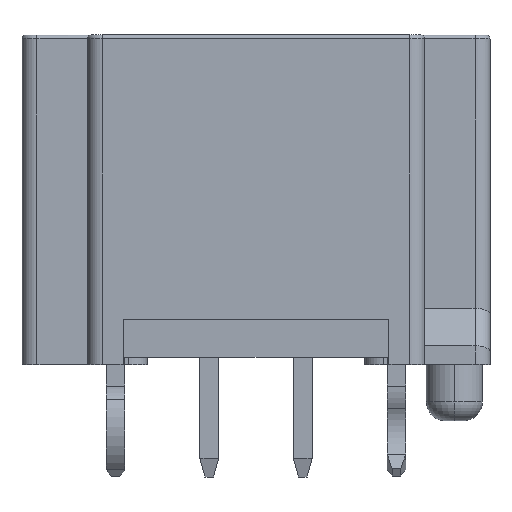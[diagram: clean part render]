
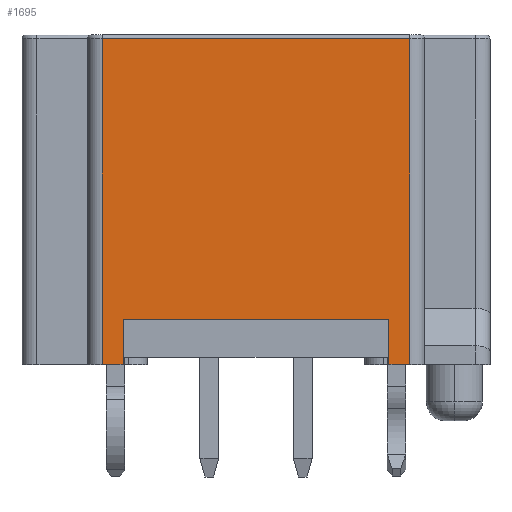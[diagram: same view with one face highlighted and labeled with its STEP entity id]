
A CAD part, top view. The second image highlights one B-rep face of the part: STEP entity #1695.
In plain terms, the highlighted planar face has unit normal (0, 0, 1).
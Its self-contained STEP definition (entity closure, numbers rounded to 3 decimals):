
#206 = DIRECTION ( 'NONE',  ( 0., 1., 0. ) ) ;
#228 = EDGE_CURVE ( 'NONE', #5741, #1935, #3207, .T. ) ;
#324 = DIRECTION ( 'NONE',  ( 1., 0., 0. ) ) ;
#377 = CARTESIAN_POINT ( 'NONE',  ( -4.1, 0., 3.69 ) ) ;
#476 = PLANE ( 'NONE',  #1404 ) ;
#510 = CARTESIAN_POINT ( 'NONE',  ( 3.55, 1.2, 3.69 ) ) ;
#519 = VERTEX_POINT ( 'NONE', #3528 ) ;
#543 = VERTEX_POINT ( 'NONE', #5002 ) ;
#622 = DIRECTION ( 'NONE',  ( -1., 0., 0. ) ) ;
#683 = CARTESIAN_POINT ( 'NONE',  ( -4.1, 8.7, 3.69 ) ) ;
#974 = VECTOR ( 'NONE', #324, 1000. ) ;
#1060 = DIRECTION ( 'NONE',  ( 1., 0., 0. ) ) ;
#1069 = VECTOR ( 'NONE', #5331, 1000. ) ;
#1178 = EDGE_CURVE ( 'NONE', #5568, #2679, #4262, .T. ) ;
#1248 = DIRECTION ( 'NONE',  ( -1., 0., 0. ) ) ;
#1404 = AXIS2_PLACEMENT_3D ( 'NONE', #1571, #4384, #622 ) ;
#1571 = CARTESIAN_POINT ( 'NONE',  ( 4.5, 8.8, 3.69 ) ) ;
#1695 = ADVANCED_FACE ( 'NONE', ( #4624 ), #476, .F. ) ;
#1752 = EDGE_CURVE ( 'NONE', #1935, #519, #2784, .T. ) ;
#1830 = CARTESIAN_POINT ( 'NONE',  ( 4.5, 8.7, 3.69 ) ) ;
#1935 = VERTEX_POINT ( 'NONE', #3843 ) ;
#2042 = VECTOR ( 'NONE', #1248, 1000. ) ;
#2083 = CARTESIAN_POINT ( 'NONE',  ( -3.55, 1.2, 3.69 ) ) ;
#2118 = VECTOR ( 'NONE', #5452, 1000. ) ;
#2327 = EDGE_CURVE ( 'NONE', #5935, #4699, #5078, .T. ) ;
#2495 = CARTESIAN_POINT ( 'NONE',  ( 0., 1.2, 3.69 ) ) ;
#2646 = EDGE_CURVE ( 'NONE', #543, #4699, #5460, .T. ) ;
#2658 = ORIENTED_EDGE ( 'NONE', *, *, #2327, .T. ) ;
#2679 = VERTEX_POINT ( 'NONE', #683 ) ;
#2687 = ORIENTED_EDGE ( 'NONE', *, *, #2825, .T. ) ;
#2694 = VECTOR ( 'NONE', #1060, 1000. ) ;
#2784 = LINE ( 'NONE', #5960, #2694 ) ;
#2825 = EDGE_CURVE ( 'NONE', #519, #5568, #5726, .T. ) ;
#3152 = DIRECTION ( 'NONE',  ( 0., -1., 0. ) ) ;
#3161 = VECTOR ( 'NONE', #3152, 1000. ) ;
#3167 = CARTESIAN_POINT ( 'NONE',  ( 4.1, 8.8, 3.69 ) ) ;
#3207 = LINE ( 'NONE', #510, #1069 ) ;
#3327 = EDGE_CURVE ( 'NONE', #5741, #543, #4133, .T. ) ;
#3528 = CARTESIAN_POINT ( 'NONE',  ( 4.1, 0., 3.69 ) ) ;
#3579 = CARTESIAN_POINT ( 'NONE',  ( -4.1, 8.8, 3.69 ) ) ;
#3843 = CARTESIAN_POINT ( 'NONE',  ( 3.55, 0., 3.69 ) ) ;
#3970 = DIRECTION ( 'NONE',  ( 0., -1., 0. ) ) ;
#4127 = ORIENTED_EDGE ( 'NONE', *, *, #3327, .F. ) ;
#4133 = LINE ( 'NONE', #2495, #2118 ) ;
#4212 = ORIENTED_EDGE ( 'NONE', *, *, #1178, .T. ) ;
#4218 = LINE ( 'NONE', #3579, #6358 ) ;
#4262 = LINE ( 'NONE', #1830, #2042 ) ;
#4304 = ORIENTED_EDGE ( 'NONE', *, *, #1752, .T. ) ;
#4384 = DIRECTION ( 'NONE',  ( 0., 0., -1. ) ) ;
#4392 = ORIENTED_EDGE ( 'NONE', *, *, #228, .T. ) ;
#4411 = EDGE_LOOP ( 'NONE', ( #2687, #4212, #6422, #2658, #4876, #4127, #4392, #4304 ) ) ;
#4506 = CARTESIAN_POINT ( 'NONE',  ( -3.55, 0., 3.69 ) ) ;
#4592 = EDGE_CURVE ( 'NONE', #2679, #5935, #4218, .T. ) ;
#4624 = FACE_OUTER_BOUND ( 'NONE', #4411, .T. ) ;
#4699 = VERTEX_POINT ( 'NONE', #4506 ) ;
#4825 = CARTESIAN_POINT ( 'NONE',  ( 3.55, 1.2, 3.69 ) ) ;
#4876 = ORIENTED_EDGE ( 'NONE', *, *, #2646, .F. ) ;
#5002 = CARTESIAN_POINT ( 'NONE',  ( -3.55, 1.2, 3.69 ) ) ;
#5078 = LINE ( 'NONE', #6235, #974 ) ;
#5331 = DIRECTION ( 'NONE',  ( 0., -1., 0. ) ) ;
#5452 = DIRECTION ( 'NONE',  ( -1., 0., 0. ) ) ;
#5460 = LINE ( 'NONE', #2083, #3161 ) ;
#5568 = VERTEX_POINT ( 'NONE', #6315 ) ;
#5622 = VECTOR ( 'NONE', #206, 1000. ) ;
#5726 = LINE ( 'NONE', #3167, #5622 ) ;
#5741 = VERTEX_POINT ( 'NONE', #4825 ) ;
#5935 = VERTEX_POINT ( 'NONE', #377 ) ;
#5960 = CARTESIAN_POINT ( 'NONE',  ( 4.5, 0., 3.69 ) ) ;
#6235 = CARTESIAN_POINT ( 'NONE',  ( 4.5, 0., 3.69 ) ) ;
#6315 = CARTESIAN_POINT ( 'NONE',  ( 4.1, 8.7, 3.69 ) ) ;
#6358 = VECTOR ( 'NONE', #3970, 1000. ) ;
#6422 = ORIENTED_EDGE ( 'NONE', *, *, #4592, .T. ) ;
